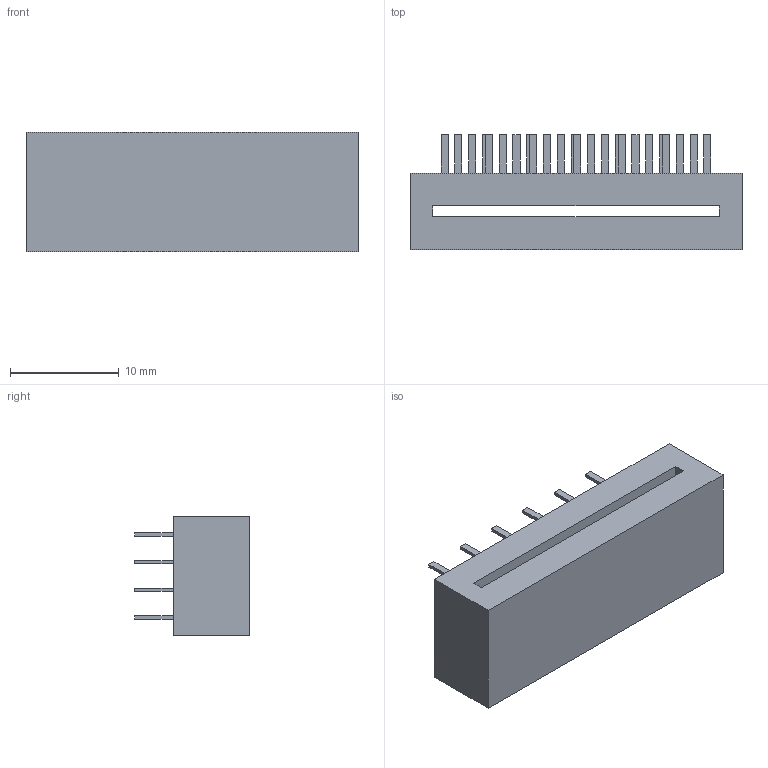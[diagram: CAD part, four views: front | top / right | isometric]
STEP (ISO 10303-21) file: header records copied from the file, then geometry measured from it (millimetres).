
FILE_DESCRIPTION(/* description */ (''),/* implementation_level */ '2;1');
FILE_NAME(/* name */ '100141296ugm000_b.stp',/* time_stamp */ '2022-04-26T17:07:59+02:00',/* author */ (''),/* organization */ (''),/* preprocessor_version */ 'ST-DEVELOPER v16.7',/* originating_system */ 'SIEMENS PLM Software NX 1911',/* authorisation */ '');
FILE_SCHEMA (('AUTOMOTIVE_DESIGN { 1 0 10303 214 3 1 1 1 }'));
Length unit declared in the file: millimetre
Products named in the file (1): 100141296ugm000_b
Bounding box: 30.48 x 10.55 x 11 mm (x, y, z)
Volume: 2074.7 mm3; surface area: 1960.4 mm2
Topology: 1 solids, 1 shells, 130 faces, 312 edges, 208 vertices
Faces by surface type: plane 130
Entity records: 3795 total; most frequent: CARTESIAN_POINT 651, ORIENTED_EDGE 624, DIRECTION 574, EDGE_CURVE 312, LINE 312, VECTOR 312, VERTEX_POINT 208, EDGE_LOOP 156
